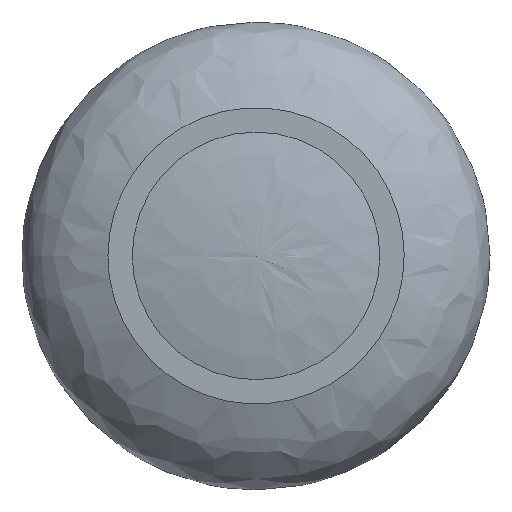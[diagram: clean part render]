
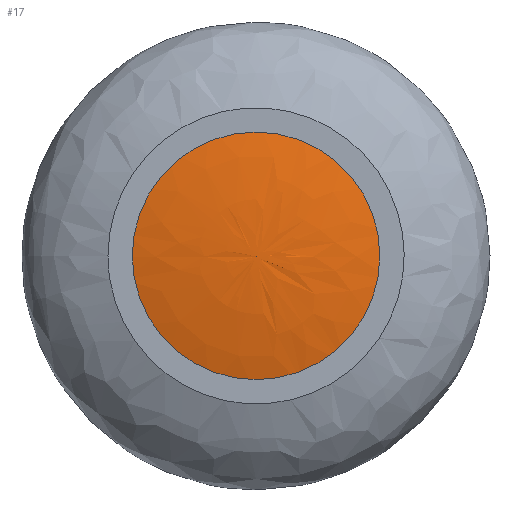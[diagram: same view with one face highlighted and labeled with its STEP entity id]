
A CAD part, top view. The second image highlights one B-rep face of the part: STEP entity #17.
In plain terms, the highlighted face is a revolution surface.
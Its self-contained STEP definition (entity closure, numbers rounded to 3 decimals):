
#17 = ADVANCED_FACE('',(#18),#31,.T.);
#18 = FACE_BOUND('',#19,.T.);
#19 = EDGE_LOOP('',(#20,#64,#94));
#20 = ORIENTED_EDGE('',*,*,#21,.T.);
#21 = EDGE_CURVE('',#22,#22,#24,.T.);
#22 = VERTEX_POINT('',#23);
#23 = CARTESIAN_POINT('',(-40.,0.,120.));
#24 = SURFACE_CURVE('',#25,(#30,#52),.PCURVE_S1.);
#25 = CIRCLE('',#26,40.);
#26 = AXIS2_PLACEMENT_3D('',#27,#28,#29);
#27 = CARTESIAN_POINT('',(0.,0.,120.));
#28 = DIRECTION('',(0.,0.,1.));
#29 = DIRECTION('',(-1.,0.,0.));
#30 = PCURVE('',#31,#46);
#31 = SURFACE_OF_REVOLUTION('',#32,#43);
#32 = B_SPLINE_CURVE_WITH_KNOTS('',3,(#33,#34,#35,#36,#37,#38,#39,#40,
    #41,#42),.UNSPECIFIED.,.F.,.F.,(4,1,1,1,1,1,1,4),(0.,0.143,
    0.286,0.429,0.571,0.714,
    0.857,1.),.QUASI_UNIFORM_KNOTS.);
#33 = CARTESIAN_POINT('',(-40.,0.,120.));
#34 = CARTESIAN_POINT('',(-75.,0.,110.812));
#35 = CARTESIAN_POINT('',(-75.,0.,84.568));
#36 = CARTESIAN_POINT('',(-60.,0.,68.626));
#37 = CARTESIAN_POINT('',(-60.,0.,48.789));
#38 = CARTESIAN_POINT('',(-65.493,0.,33.033));
#39 = CARTESIAN_POINT('',(-75.,0.,12.989));
#40 = CARTESIAN_POINT('',(-60.,0.,-14.938));
#41 = CARTESIAN_POINT('',(-34.465,0.,0.));
#42 = CARTESIAN_POINT('',(0.,0.,0.));
#43 = AXIS1_PLACEMENT('',#44,#45);
#44 = CARTESIAN_POINT('',(0.,0.,0.));
#45 = DIRECTION('',(0.,0.,1.));
#46 = DEFINITIONAL_REPRESENTATION('',(#47),#51);
#47 = LINE('',#48,#49);
#48 = CARTESIAN_POINT('',(0.,0.));
#49 = VECTOR('',#50,1.);
#50 = DIRECTION('',(1.,0.));
#51 = ( GEOMETRIC_REPRESENTATION_CONTEXT(2) 
PARAMETRIC_REPRESENTATION_CONTEXT() REPRESENTATION_CONTEXT('2D SPACE',''
  ) );
#52 = PCURVE('',#53,#58);
#53 = PLANE('',#54);
#54 = AXIS2_PLACEMENT_3D('',#55,#56,#57);
#55 = CARTESIAN_POINT('',(0.,0.,120.));
#56 = DIRECTION('',(0.,0.,1.));
#57 = DIRECTION('',(-1.,0.,0.));
#58 = DEFINITIONAL_REPRESENTATION('',(#59),#63);
#59 = CIRCLE('',#60,40.);
#60 = AXIS2_PLACEMENT_2D('',#61,#62);
#61 = CARTESIAN_POINT('',(0.,0.));
#62 = DIRECTION('',(1.,-0.));
#63 = ( GEOMETRIC_REPRESENTATION_CONTEXT(2) 
PARAMETRIC_REPRESENTATION_CONTEXT() REPRESENTATION_CONTEXT('2D SPACE',''
  ) );
#64 = ORIENTED_EDGE('',*,*,#65,.T.);
#65 = EDGE_CURVE('',#22,#66,#68,.T.);
#66 = VERTEX_POINT('',#67);
#67 = CARTESIAN_POINT('',(0.,0.,0.));
#68 = SEAM_CURVE('',#69,(#80,#87),.PCURVE_S1.);
#69 = B_SPLINE_CURVE_WITH_KNOTS('',3,(#70,#71,#72,#73,#74,#75,#76,#77,
    #78,#79),.UNSPECIFIED.,.F.,.F.,(4,1,1,1,1,1,1,4),(0.,0.143,
    0.286,0.429,0.571,0.714,
    0.857,1.),.QUASI_UNIFORM_KNOTS.);
#70 = CARTESIAN_POINT('',(-40.,0.,120.));
#71 = CARTESIAN_POINT('',(-75.,0.,110.812));
#72 = CARTESIAN_POINT('',(-75.,0.,84.568));
#73 = CARTESIAN_POINT('',(-60.,0.,68.626));
#74 = CARTESIAN_POINT('',(-60.,0.,48.789));
#75 = CARTESIAN_POINT('',(-65.493,0.,33.033));
#76 = CARTESIAN_POINT('',(-75.,0.,12.989));
#77 = CARTESIAN_POINT('',(-60.,0.,-14.938));
#78 = CARTESIAN_POINT('',(-34.465,0.,0.));
#79 = CARTESIAN_POINT('',(0.,0.,0.));
#80 = PCURVE('',#31,#81);
#81 = DEFINITIONAL_REPRESENTATION('',(#82),#86);
#82 = LINE('',#83,#84);
#83 = CARTESIAN_POINT('',(0.,0.));
#84 = VECTOR('',#85,1.);
#85 = DIRECTION('',(0.,1.));
#86 = ( GEOMETRIC_REPRESENTATION_CONTEXT(2) 
PARAMETRIC_REPRESENTATION_CONTEXT() REPRESENTATION_CONTEXT('2D SPACE',''
  ) );
#87 = PCURVE('',#31,#88);
#88 = DEFINITIONAL_REPRESENTATION('',(#89),#93);
#89 = LINE('',#90,#91);
#90 = CARTESIAN_POINT('',(6.283,0.));
#91 = VECTOR('',#92,1.);
#92 = DIRECTION('',(0.,1.));
#93 = ( GEOMETRIC_REPRESENTATION_CONTEXT(2) 
PARAMETRIC_REPRESENTATION_CONTEXT() REPRESENTATION_CONTEXT('2D SPACE',''
  ) );
#94 = ORIENTED_EDGE('',*,*,#65,.F.);
